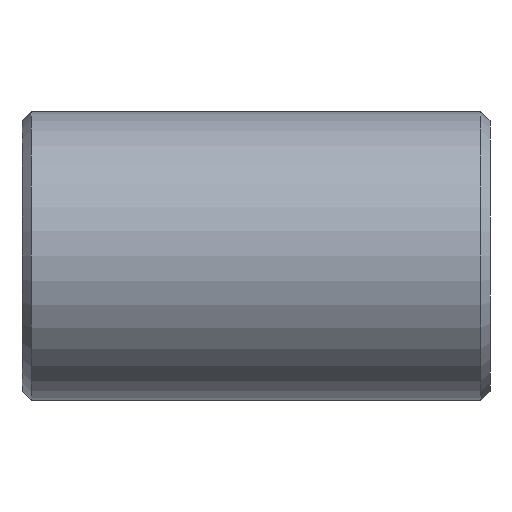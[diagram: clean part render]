
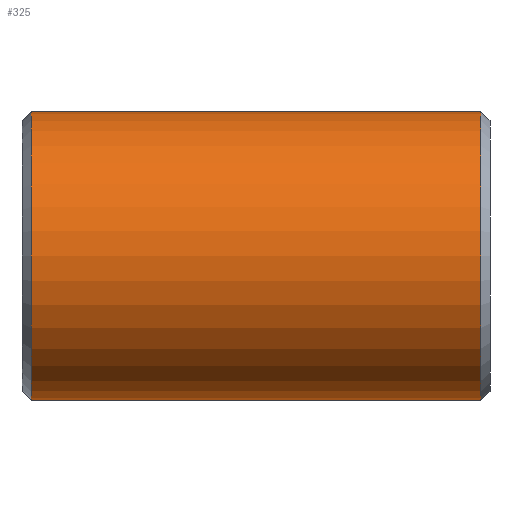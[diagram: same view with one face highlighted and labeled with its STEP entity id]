
A CAD part, front view. The second image highlights one B-rep face of the part: STEP entity #325.
In plain terms, the highlighted cylindrical face has radius 109.537 mm (diameter 219.075 mm), a partial arc.
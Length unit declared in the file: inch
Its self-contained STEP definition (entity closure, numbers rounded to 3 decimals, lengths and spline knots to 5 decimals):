
#24 = CARTESIAN_POINT ( 'NONE',  ( 6.72933, 0., 0. ) ) ;
#73 = ORIENTED_EDGE ( 'NONE', *, *, #741, .T. ) ;
#75 = DIRECTION ( 'NONE',  ( 0., 0., -1. ) ) ;
#96 = DIRECTION ( 'NONE',  ( 0., 0., 1. ) ) ;
#125 = AXIS2_PLACEMENT_3D ( 'NONE', #672, #302, #96 ) ;
#156 = CARTESIAN_POINT ( 'NONE',  ( 7., 0., 4.3125 ) ) ;
#194 = CARTESIAN_POINT ( 'NONE',  ( -6.72933, 0., -4.3125 ) ) ;
#213 = DIRECTION ( 'NONE',  ( -1., 0., 0. ) ) ;
#244 = VERTEX_POINT ( 'NONE', #194 ) ;
#253 = VERTEX_POINT ( 'NONE', #640 ) ;
#302 = DIRECTION ( 'NONE',  ( 1., 0., 0. ) ) ;
#324 = CARTESIAN_POINT ( 'NONE',  ( 7., 0., 0. ) ) ;
#325 = ADVANCED_FACE ( 'NONE', ( #635 ), #333, .T. ) ;
#328 = CIRCLE ( 'NONE', #784, 4.3125 ) ;
#333 = CYLINDRICAL_SURFACE ( 'NONE', #478, 4.3125 ) ;
#341 = CIRCLE ( 'NONE', #125, 4.3125 ) ;
#399 = EDGE_CURVE ( 'NONE', #676, #253, #328, .T. ) ;
#409 = CARTESIAN_POINT ( 'NONE',  ( 6.72933, 0., -4.3125 ) ) ;
#448 = DIRECTION ( 'NONE',  ( -1., 0., 0. ) ) ;
#451 = ORIENTED_EDGE ( 'NONE', *, *, #642, .T. ) ;
#467 = CARTESIAN_POINT ( 'NONE',  ( -6.72933, 0., 4.3125 ) ) ;
#478 = AXIS2_PLACEMENT_3D ( 'NONE', #324, #213, #764 ) ;
#479 = DIRECTION ( 'NONE',  ( -1., 0., 0. ) ) ;
#538 = LINE ( 'NONE', #717, #691 ) ;
#564 = EDGE_LOOP ( 'NONE', ( #650, #806, #451, #73 ) ) ;
#596 = LINE ( 'NONE', #156, #791 ) ;
#635 = FACE_OUTER_BOUND ( 'NONE', #564, .T. ) ;
#640 = CARTESIAN_POINT ( 'NONE',  ( 6.72933, 0., 4.3125 ) ) ;
#642 = EDGE_CURVE ( 'NONE', #253, #769, #596, .T. ) ;
#650 = ORIENTED_EDGE ( 'NONE', *, *, #688, .F. ) ;
#672 = CARTESIAN_POINT ( 'NONE',  ( -6.72933, 0., 0. ) ) ;
#676 = VERTEX_POINT ( 'NONE', #409 ) ;
#688 = EDGE_CURVE ( 'NONE', #676, #244, #538, .T. ) ;
#691 = VECTOR ( 'NONE', #479, 39.37008 ) ;
#717 = CARTESIAN_POINT ( 'NONE',  ( 7., 0., -4.3125 ) ) ;
#741 = EDGE_CURVE ( 'NONE', #769, #244, #341, .T. ) ;
#764 = DIRECTION ( 'NONE',  ( 0., 0., 1. ) ) ;
#769 = VERTEX_POINT ( 'NONE', #467 ) ;
#777 = DIRECTION ( 'NONE',  ( -1., 0., 0. ) ) ;
#784 = AXIS2_PLACEMENT_3D ( 'NONE', #24, #448, #75 ) ;
#791 = VECTOR ( 'NONE', #777, 39.37008 ) ;
#806 = ORIENTED_EDGE ( 'NONE', *, *, #399, .T. ) ;
